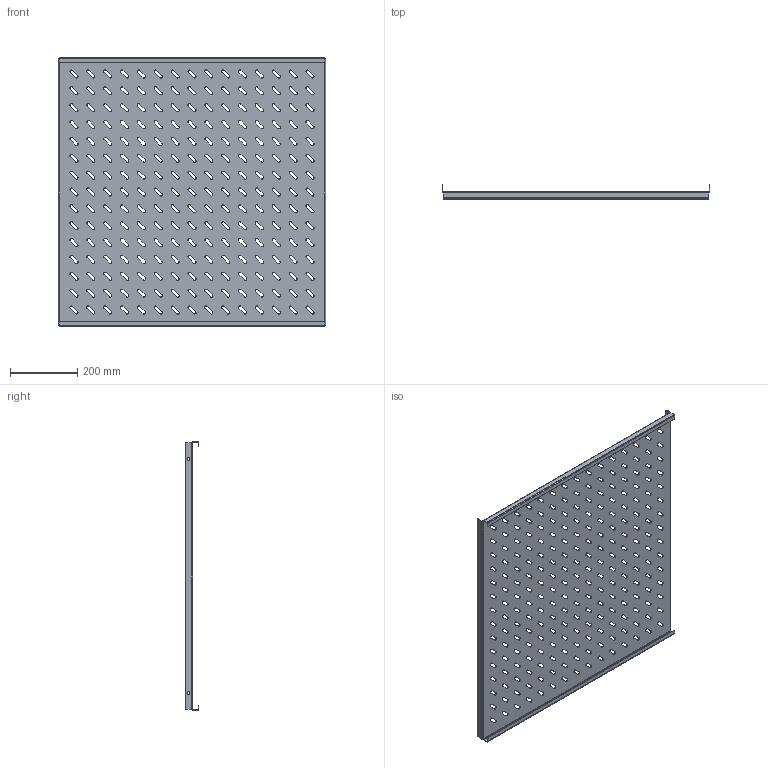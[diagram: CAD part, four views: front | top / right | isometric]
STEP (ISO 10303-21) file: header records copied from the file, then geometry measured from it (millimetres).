
FILE_DESCRIPTION (( 'STEP AP214' ), '1' );
FILE_NAME ('945.290.STEP', '2024-09-23T06:40:53', ( '' ), ( '' ), 'SwSTEP 2.0', 'SolidWorks 2021', '' );
FILE_SCHEMA (( 'AUTOMOTIVE_DESIGN' ));
Length unit declared in the file: millimetre
Products named in the file (1): 945.290
Bounding box: 792 x 41 x 797 mm (x, y, z)
Volume: 982638.7 mm3; surface area: 1339234.9 mm2
Topology: 1 solids, 1 shells, 1193 faces, 3545 edges, 2354 vertices
Faces by surface type: cylinder 703, plane 490
Entity records: 41431 total; most frequent: DIRECTION 7339, CARTESIAN_POINT 7093, ORIENTED_EDGE 7090, EDGE_CURVE 3545, AXIS2_PLACEMENT_3D 2600, VERTEX_POINT 2354, VECTOR 2139, LINE 2139
